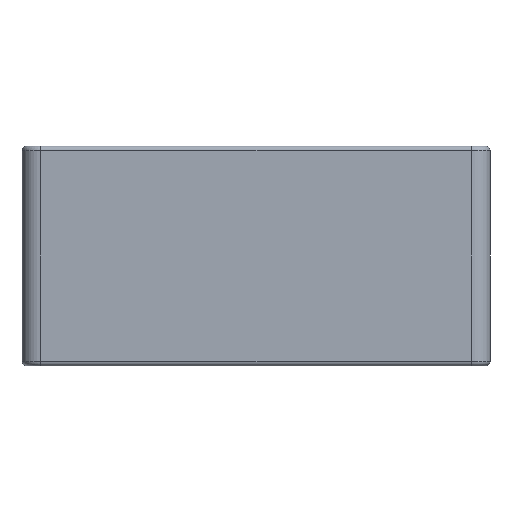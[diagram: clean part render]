
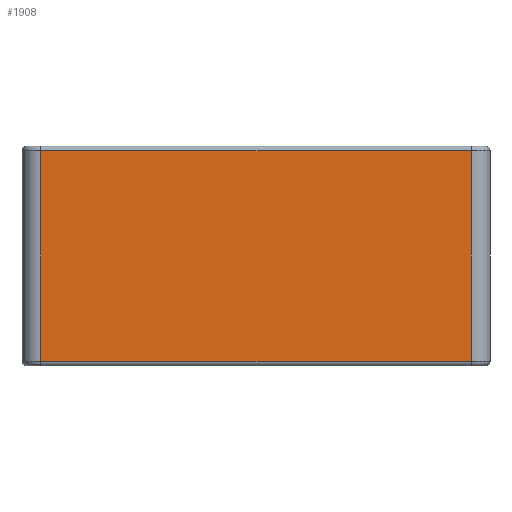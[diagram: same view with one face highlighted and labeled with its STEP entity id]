
A CAD part, left-side view. The second image highlights one B-rep face of the part: STEP entity #1908.
In plain terms, the highlighted planar face has unit normal (-1, 0, 0).
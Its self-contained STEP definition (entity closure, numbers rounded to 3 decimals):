
#254=LINE('',#3147,#469);
#255=LINE('',#3150,#470);
#256=LINE('',#3152,#471);
#257=LINE('',#3154,#472);
#469=VECTOR('',#2503,1000.);
#470=VECTOR('',#2504,1000.);
#471=VECTOR('',#2505,1000.);
#472=VECTOR('',#2506,1000.);
#841=ORIENTED_EDGE('',*,*,#1274,.T.);
#842=ORIENTED_EDGE('',*,*,#1275,.T.);
#843=ORIENTED_EDGE('',*,*,#1276,.T.);
#844=ORIENTED_EDGE('',*,*,#1277,.T.);
#1274=EDGE_CURVE('',#1506,#1507,#254,.F.);
#1275=EDGE_CURVE('',#1507,#1508,#255,.T.);
#1276=EDGE_CURVE('',#1508,#1509,#256,.T.);
#1277=EDGE_CURVE('',#1509,#1506,#257,.F.);
#1506=VERTEX_POINT('',#3148);
#1507=VERTEX_POINT('',#3149);
#1508=VERTEX_POINT('',#3151);
#1509=VERTEX_POINT('',#3153);
#1630=EDGE_LOOP('',(#841,#842,#843,#844));
#1739=FACE_BOUND('',#1630,.T.);
#1843=PLANE('',#2053);
#1908=ADVANCED_FACE('',(#1739),#1843,.T.);
#2053=AXIS2_PLACEMENT_3D('',#3146,#2501,#2502);
#2501=DIRECTION('',(-1.,0.,0.));
#2502=DIRECTION('',(0.,-1.,0.));
#2503=DIRECTION('',(0.,0.,1.));
#2504=DIRECTION('',(0.,-1.,0.));
#2505=DIRECTION('',(0.,0.,1.));
#2506=DIRECTION('',(0.,-1.,0.));
#3146=CARTESIAN_POINT('',(-50.,0.,-2.));
#3147=CARTESIAN_POINT('',(-50.,46.,-2.));
#3148=CARTESIAN_POINT('',(-50.,46.,44.));
#3149=CARTESIAN_POINT('',(-50.,46.,-1.));
#3150=CARTESIAN_POINT('',(-50.,-46.,-1.));
#3151=CARTESIAN_POINT('',(-50.,-46.,-1.));
#3152=CARTESIAN_POINT('',(-50.,-46.,-2.));
#3153=CARTESIAN_POINT('',(-50.,-46.,44.));
#3154=CARTESIAN_POINT('',(-50.,0.,44.));
